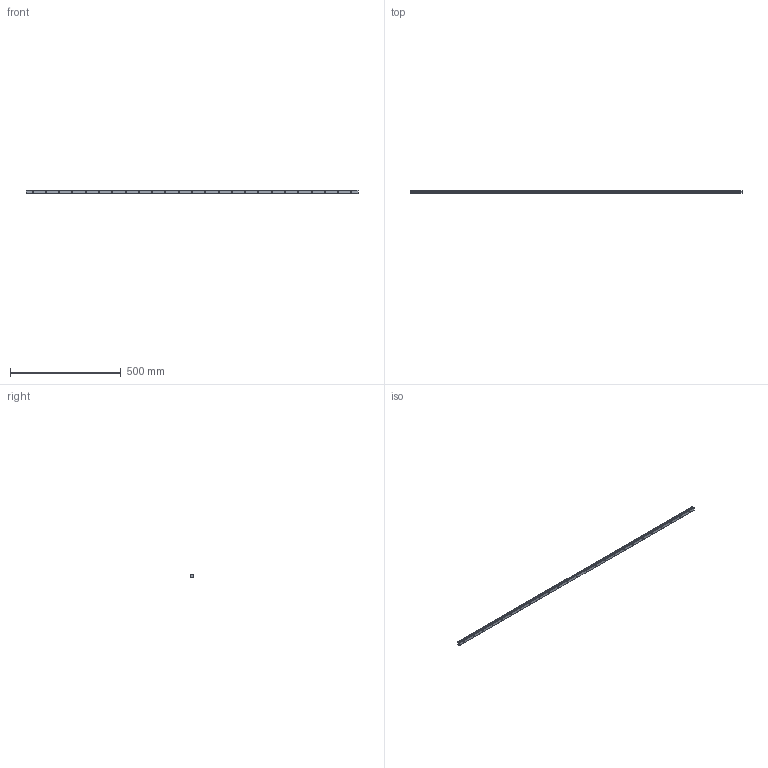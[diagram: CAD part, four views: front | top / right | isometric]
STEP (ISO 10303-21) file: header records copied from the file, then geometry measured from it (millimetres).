
FILE_DESCRIPTION (( 'STEP AP214' ), '1' );
FILE_NAME ('SSR15XTB1SS-1500LY_G30_0_PB1021B_721-55_0_0_0.STEP', '2021-06-24T11:44:12', ( '' ), ( '' ), 'SwSTEP 2.0', 'SolidWorks 2021', '' );
FILE_SCHEMA (( 'AUTOMOTIVE_DESIGN' ));
Length unit declared in the file: millimetre
Products named in the file (2): SSR15XTB1SS-1500LY_G30_0_PB1021B_721-55_0_0_0; _SSR15XTBY150030Y Track
Assembly tree (1 placements, depth 2):
  SSR15XTB1SS-1500LY_G30_0_PB1021B_721-55_0_0_0
    _SSR15XTBY150030Y Track
Bounding box: 1500 x 12.5 x 15 mm (x, y, z)
Volume: 243493 mm3; surface area: 91511.6 mm2
Topology: 1 solids, 1 shells, 153 faces, 378 edges, 252 vertices
Faces by surface type: cylinder 108, plane 45
Entity records: 4814 total; most frequent: DIRECTION 908, CARTESIAN_POINT 787, ORIENTED_EDGE 756, EDGE_CURVE 378, AXIS2_PLACEMENT_3D 373, VERTEX_POINT 252, EDGE_LOOP 228, CIRCLE 216
